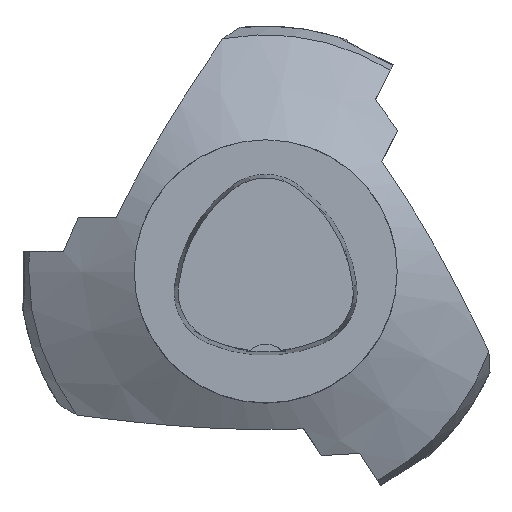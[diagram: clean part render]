
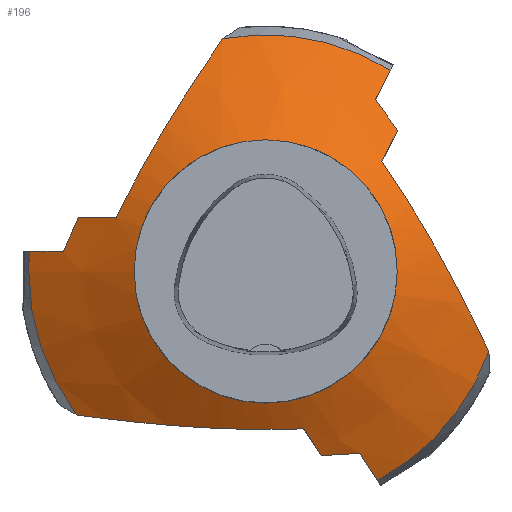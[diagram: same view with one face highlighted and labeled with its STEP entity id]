
A CAD part, top view. The second image highlights one B-rep face of the part: STEP entity #196.
In plain terms, the highlighted conical face has half-angle 60 degrees and reference radius 72.02 mm.
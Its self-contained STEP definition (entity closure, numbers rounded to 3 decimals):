
#87=B_SPLINE_CURVE_WITH_KNOTS('',3,(#1850,#1851,#1852,#1853),
 .UNSPECIFIED.,.F.,.F.,(4,4),(0.,1.),.UNSPECIFIED.);
#88=B_SPLINE_CURVE_WITH_KNOTS('',3,(#1856,#1857,#1858,#1859),
 .UNSPECIFIED.,.F.,.F.,(4,4),(0.,1.),.UNSPECIFIED.);
#89=B_SPLINE_CURVE_WITH_KNOTS('',3,(#1860,#1861,#1862,#1863,#1864,#1865,
#1866,#1867),.UNSPECIFIED.,.F.,.F.,(4,2,2,4),(0.,0.25,0.5,1.),
 .UNSPECIFIED.);
#90=B_SPLINE_CURVE_WITH_KNOTS('',3,(#1869,#1870,#1871,#1872,#1873,#1874,
#1875,#1876,#1877,#1878),.UNSPECIFIED.,.F.,.F.,(4,3,3,4),(0.,0.321,
0.643,1.),.UNSPECIFIED.);
#91=B_SPLINE_CURVE_WITH_KNOTS('',3,(#1880,#1881,#1882,#1883),
 .UNSPECIFIED.,.F.,.F.,(4,4),(0.,1.),.UNSPECIFIED.);
#92=B_SPLINE_CURVE_WITH_KNOTS('',3,(#1885,#1886,#1887,#1888),
 .UNSPECIFIED.,.F.,.F.,(4,4),(0.,1.),.UNSPECIFIED.);
#93=B_SPLINE_CURVE_WITH_KNOTS('',3,(#1890,#1891,#1892,#1893),
 .UNSPECIFIED.,.F.,.F.,(4,4),(0.,1.),.UNSPECIFIED.);
#94=B_SPLINE_CURVE_WITH_KNOTS('',3,(#1894,#1895,#1896,#1897,#1898,#1899,
#1900,#1901),.UNSPECIFIED.,.F.,.F.,(4,2,2,4),(0.,0.25,0.5,1.),
 .UNSPECIFIED.);
#95=B_SPLINE_CURVE_WITH_KNOTS('',3,(#1903,#1904,#1905,#1906),
 .UNSPECIFIED.,.F.,.F.,(4,4),(0.,1.),.UNSPECIFIED.);
#96=B_SPLINE_CURVE_WITH_KNOTS('',3,(#1908,#1909,#1910,#1911),
 .UNSPECIFIED.,.F.,.F.,(4,4),(0.,1.),.UNSPECIFIED.);
#97=B_SPLINE_CURVE_WITH_KNOTS('',3,(#1913,#1914,#1915,#1916),
 .UNSPECIFIED.,.F.,.F.,(4,4),(0.,1.),.UNSPECIFIED.);
#98=B_SPLINE_CURVE_WITH_KNOTS('',3,(#1917,#1918,#1919,#1920,#1921,#1922,
#1923,#1924),.UNSPECIFIED.,.F.,.F.,(4,2,2,4),(0.,0.25,0.5,1.),
 .UNSPECIFIED.);
#99=B_SPLINE_CURVE_WITH_KNOTS('',3,(#1926,#1927,#1928,#1929),
 .UNSPECIFIED.,.F.,.F.,(4,4),(0.,1.),.UNSPECIFIED.);
#109=CONICAL_SURFACE('',#1265,72.021,60.);
#196=ADVANCED_FACE('',(#271,#272),#109,.T.);
#237=CIRCLE('',#1201,40.);
#257=CIRCLE('',#1257,72.021);
#258=CIRCLE('',#1260,72.021);
#259=CIRCLE('',#1263,72.021);
#271=FACE_BOUND('',#314,.T.);
#272=FACE_BOUND('',#315,.T.);
#314=EDGE_LOOP('',(#501,#502,#503,#504,#505,#506,#507,#508,#509,#510,#511,
#512,#513,#514,#515,#516));
#315=EDGE_LOOP('',(#517));
#501=ORIENTED_EDGE('',*,*,#864,.T.);
#502=ORIENTED_EDGE('',*,*,#865,.T.);
#503=ORIENTED_EDGE('',*,*,#853,.T.);
#504=ORIENTED_EDGE('',*,*,#866,.F.);
#505=ORIENTED_EDGE('',*,*,#867,.T.);
#506=ORIENTED_EDGE('',*,*,#868,.F.);
#507=ORIENTED_EDGE('',*,*,#869,.T.);
#508=ORIENTED_EDGE('',*,*,#870,.T.);
#509=ORIENTED_EDGE('',*,*,#861,.T.);
#510=ORIENTED_EDGE('',*,*,#871,.F.);
#511=ORIENTED_EDGE('',*,*,#872,.F.);
#512=ORIENTED_EDGE('',*,*,#873,.T.);
#513=ORIENTED_EDGE('',*,*,#874,.T.);
#514=ORIENTED_EDGE('',*,*,#857,.T.);
#515=ORIENTED_EDGE('',*,*,#875,.F.);
#516=ORIENTED_EDGE('',*,*,#876,.F.);
#517=ORIENTED_EDGE('',*,*,#804,.F.);
#699=VERTEX_POINT('',#1678);
#731=VERTEX_POINT('',#1790);
#732=VERTEX_POINT('',#1792);
#734=VERTEX_POINT('',#1811);
#735=VERTEX_POINT('',#1813);
#737=VERTEX_POINT('',#1831);
#738=VERTEX_POINT('',#1833);
#740=VERTEX_POINT('',#1854);
#741=VERTEX_POINT('',#1855);
#742=VERTEX_POINT('',#1868);
#743=VERTEX_POINT('',#1879);
#744=VERTEX_POINT('',#1884);
#745=VERTEX_POINT('',#1889);
#746=VERTEX_POINT('',#1902);
#747=VERTEX_POINT('',#1907);
#748=VERTEX_POINT('',#1912);
#749=VERTEX_POINT('',#1925);
#804=EDGE_CURVE('',#699,#699,#237,.T.);
#853=EDGE_CURVE('',#732,#731,#257,.T.);
#857=EDGE_CURVE('',#735,#734,#258,.T.);
#861=EDGE_CURVE('',#738,#737,#259,.T.);
#864=EDGE_CURVE('',#740,#741,#87,.T.);
#865=EDGE_CURVE('',#741,#732,#88,.T.);
#866=EDGE_CURVE('',#742,#731,#89,.T.);
#867=EDGE_CURVE('',#742,#743,#90,.T.);
#868=EDGE_CURVE('',#744,#743,#91,.T.);
#869=EDGE_CURVE('',#744,#745,#92,.T.);
#870=EDGE_CURVE('',#745,#738,#93,.T.);
#871=EDGE_CURVE('',#746,#737,#94,.T.);
#872=EDGE_CURVE('',#747,#746,#95,.T.);
#873=EDGE_CURVE('',#747,#748,#96,.T.);
#874=EDGE_CURVE('',#748,#735,#97,.T.);
#875=EDGE_CURVE('',#749,#734,#98,.T.);
#876=EDGE_CURVE('',#740,#749,#99,.T.);
#1201=AXIS2_PLACEMENT_3D('',#1677,#1346,#1347);
#1257=AXIS2_PLACEMENT_3D('',#1791,#1475,#1476);
#1260=AXIS2_PLACEMENT_3D('',#1812,#1481,#1482);
#1263=AXIS2_PLACEMENT_3D('',#1832,#1487,#1488);
#1265=AXIS2_PLACEMENT_3D('',#1930,#1491,#1492);
#1346=DIRECTION('',(0.,0.,1.));
#1347=DIRECTION('',(1.,0.,0.));
#1475=DIRECTION('',(0.,0.,1.));
#1476=DIRECTION('',(1.,0.,0.));
#1481=DIRECTION('',(0.,0.,1.));
#1482=DIRECTION('',(1.,0.,0.));
#1487=DIRECTION('',(0.,0.,1.));
#1488=DIRECTION('',(1.,0.,0.));
#1491=DIRECTION('',(0.,0.,-1.));
#1492=DIRECTION('',(-1.,0.,0.));
#1677=CARTESIAN_POINT('',(0.,0.,-42.513));
#1678=CARTESIAN_POINT('',(40.,0.,-42.513));
#1790=CARTESIAN_POINT('',(-57.306,-43.623,-61.));
#1791=CARTESIAN_POINT('',(0.,0.,-61.));
#1792=CARTESIAN_POINT('',(-71.752,6.218,-61.));
#1811=CARTESIAN_POINT('',(-13.099,70.819,-61.));
#1812=CARTESIAN_POINT('',(0.,0.,-61.));
#1813=CARTESIAN_POINT('',(37.901,61.241,-61.));
#1831=CARTESIAN_POINT('',(67.839,-24.184,-61.));
#1832=CARTESIAN_POINT('',(0.,0.,-61.));
#1833=CARTESIAN_POINT('',(33.975,-63.503,-61.));
#1850=CARTESIAN_POINT('',(-56.918,16.399,-53.617));
#1851=CARTESIAN_POINT('',(-58.51,13.007,-53.959));
#1852=CARTESIAN_POINT('',(-60.045,9.612,-54.468));
#1853=CARTESIAN_POINT('',(-61.528,6.218,-55.123));
#1854=CARTESIAN_POINT('',(-56.918,16.399,-53.617));
#1855=CARTESIAN_POINT('',(-61.528,6.218,-55.123));
#1856=CARTESIAN_POINT('',(-61.528,6.218,-55.123));
#1857=CARTESIAN_POINT('',(-64.937,6.218,-57.081));
#1858=CARTESIAN_POINT('',(-68.344,6.218,-59.04));
#1859=CARTESIAN_POINT('',(-71.752,6.218,-61.));
#1860=CARTESIAN_POINT('',(11.361,-47.791,-47.78));
#1861=CARTESIAN_POINT('',(5.445,-48.003,-47.109));
#1862=CARTESIAN_POINT('',(-0.438,-48.05,-46.958));
#1863=CARTESIAN_POINT('',(-12.134,-47.816,-47.702));
#1864=CARTESIAN_POINT('',(-17.949,-47.535,-48.592));
#1865=CARTESIAN_POINT('',(-35.314,-46.312,-52.471));
#1866=CARTESIAN_POINT('',(-46.411,-45.044,-56.492));
#1867=CARTESIAN_POINT('',(-57.306,-43.623,-61.));
#1868=CARTESIAN_POINT('',(11.361,-47.791,-47.78));
#1869=CARTESIAN_POINT('',(11.361,-47.791,-47.78));
#1870=CARTESIAN_POINT('',(11.405,-47.79,-47.785));
#1871=CARTESIAN_POINT('',(11.449,-47.795,-47.794));
#1872=CARTESIAN_POINT('',(11.489,-47.806,-47.806));
#1873=CARTESIAN_POINT('',(11.53,-47.817,-47.817));
#1874=CARTESIAN_POINT('',(11.569,-47.835,-47.832));
#1875=CARTESIAN_POINT('',(11.602,-47.857,-47.85));
#1876=CARTESIAN_POINT('',(11.639,-47.882,-47.869));
#1877=CARTESIAN_POINT('',(11.67,-47.914,-47.891));
#1878=CARTESIAN_POINT('',(11.694,-47.95,-47.914));
#1879=CARTESIAN_POINT('',(11.694,-47.95,-47.914));
#1880=CARTESIAN_POINT('',(16.886,-55.915,-53.141));
#1881=CARTESIAN_POINT('',(15.158,-53.265,-51.388));
#1882=CARTESIAN_POINT('',(13.428,-50.611,-49.644));
#1883=CARTESIAN_POINT('',(11.694,-47.95,-47.914));
#1884=CARTESIAN_POINT('',(16.886,-55.915,-53.141));
#1885=CARTESIAN_POINT('',(16.886,-55.915,-53.141));
#1886=CARTESIAN_POINT('',(20.817,-55.739,-53.7));
#1887=CARTESIAN_POINT('',(24.718,-55.506,-54.439));
#1888=CARTESIAN_POINT('',(28.58,-55.228,-55.321));
#1889=CARTESIAN_POINT('',(28.58,-55.228,-55.321));
#1890=CARTESIAN_POINT('',(28.58,-55.228,-55.321));
#1891=CARTESIAN_POINT('',(30.379,-57.987,-57.213));
#1892=CARTESIAN_POINT('',(32.177,-60.745,-59.106));
#1893=CARTESIAN_POINT('',(33.975,-63.503,-61.));
#1894=CARTESIAN_POINT('',(35.297,33.517,-47.522));
#1895=CARTESIAN_POINT('',(38.54,28.834,-47.017));
#1896=CARTESIAN_POINT('',(41.635,24.093,-47.004));
#1897=CARTESIAN_POINT('',(47.539,14.5,-47.933));
#1898=CARTESIAN_POINT('',(50.352,9.644,-48.871));
#1899=CARTESIAN_POINT('',(58.449,-5.029,-52.771));
#1900=CARTESIAN_POINT('',(63.251,-14.638,-56.655));
#1901=CARTESIAN_POINT('',(67.839,-24.184,-61.));
#1902=CARTESIAN_POINT('',(35.297,33.517,-47.522));
#1903=CARTESIAN_POINT('',(40.096,43.016,-53.37));
#1904=CARTESIAN_POINT('',(38.5,39.856,-51.407));
#1905=CARTESIAN_POINT('',(36.901,36.691,-49.455));
#1906=CARTESIAN_POINT('',(35.297,33.517,-47.522));
#1907=CARTESIAN_POINT('',(40.096,43.016,-53.37));
#1908=CARTESIAN_POINT('',(40.096,43.016,-53.37));
#1909=CARTESIAN_POINT('',(37.881,46.152,-53.823));
#1910=CARTESIAN_POINT('',(35.637,49.233,-54.449));
#1911=CARTESIAN_POINT('',(33.368,52.267,-55.221));
#1912=CARTESIAN_POINT('',(33.368,52.267,-55.221));
#1913=CARTESIAN_POINT('',(33.368,52.267,-55.221));
#1914=CARTESIAN_POINT('',(34.88,55.259,-57.146));
#1915=CARTESIAN_POINT('',(36.391,58.25,-59.073));
#1916=CARTESIAN_POINT('',(37.901,61.241,-61.));
#1917=CARTESIAN_POINT('',(-45.427,16.399,-47.303));
#1918=CARTESIAN_POINT('',(-43.067,21.297,-46.981));
#1919=CARTESIAN_POINT('',(-40.592,26.104,-47.114));
#1920=CARTESIAN_POINT('',(-35.426,35.548,-48.232));
#1921=CARTESIAN_POINT('',(-32.728,40.2,-49.218));
#1922=CARTESIAN_POINT('',(-24.45,53.864,-53.113));
#1923=CARTESIAN_POINT('',(-18.799,62.442,-56.843));
#1924=CARTESIAN_POINT('',(-13.099,70.819,-61.));
#1925=CARTESIAN_POINT('',(-45.427,16.399,-47.303));
#1926=CARTESIAN_POINT('',(-56.918,16.399,-53.617));
#1927=CARTESIAN_POINT('',(-53.096,16.399,-51.497));
#1928=CARTESIAN_POINT('',(-49.268,16.399,-49.389));
#1929=CARTESIAN_POINT('',(-45.427,16.399,-47.303));
#1930=CARTESIAN_POINT('',(0.,0.,-61.));
